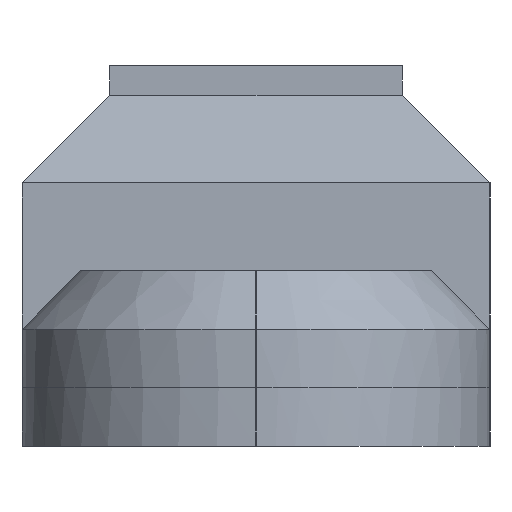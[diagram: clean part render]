
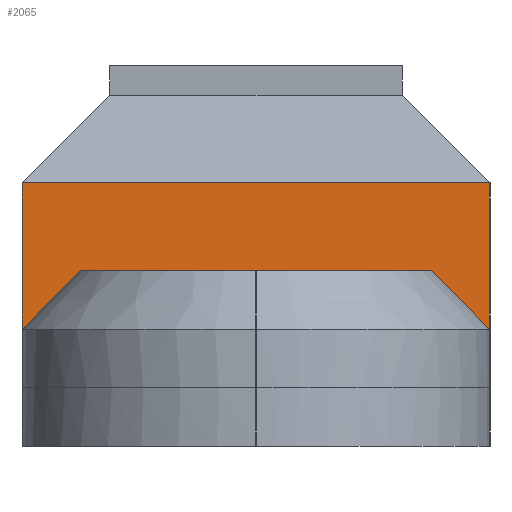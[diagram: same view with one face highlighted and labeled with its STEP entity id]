
A CAD part, left-side view. The second image highlights one B-rep face of the part: STEP entity #2065.
In plain terms, the highlighted planar face has unit normal (-1, 0, 0).
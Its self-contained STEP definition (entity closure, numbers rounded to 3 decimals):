
#289 = PLANE('',#290);
#290 = AXIS2_PLACEMENT_3D('',#291,#292,#293);
#291 = CARTESIAN_POINT('',(105.01,0.,6.));
#292 = DIRECTION('',(0.,-1.,0.));
#293 = DIRECTION('',(0.,0.,-1.));
#368 = PLANE('',#369);
#369 = AXIS2_PLACEMENT_3D('',#370,#371,#372);
#370 = CARTESIAN_POINT('',(105.01,16.,2.));
#371 = DIRECTION('',(0.,1.,0.));
#372 = DIRECTION('',(0.,0.,1.));
#871 = VERTEX_POINT('',#872);
#872 = CARTESIAN_POINT('',(0.,0.,9.));
#898 = EDGE_CURVE('',#899,#871,#901,.T.);
#899 = VERTEX_POINT('',#900);
#900 = CARTESIAN_POINT('',(0.,0.,6.));
#901 = SURFACE_CURVE('',#902,(#906,#913),.PCURVE_S1.);
#902 = LINE('',#903,#904);
#903 = CARTESIAN_POINT('',(0.,0.,0.));
#904 = VECTOR('',#905,1.);
#905 = DIRECTION('',(0.,0.,1.));
#906 = PCURVE('',#289,#907);
#907 = DEFINITIONAL_REPRESENTATION('',(#908),#912);
#908 = LINE('',#909,#910);
#909 = CARTESIAN_POINT('',(6.,-105.01));
#910 = VECTOR('',#911,1.);
#911 = DIRECTION('',(-1.,0.));
#912 = ( GEOMETRIC_REPRESENTATION_CONTEXT(2) 
PARAMETRIC_REPRESENTATION_CONTEXT() REPRESENTATION_CONTEXT('2D SPACE',''
  ) );
#913 = PCURVE('',#914,#919);
#914 = PLANE('',#915);
#915 = AXIS2_PLACEMENT_3D('',#916,#917,#918);
#916 = CARTESIAN_POINT('',(0.,16.,0.));
#917 = DIRECTION('',(1.,0.,0.));
#918 = DIRECTION('',(0.,-1.,0.));
#919 = DEFINITIONAL_REPRESENTATION('',(#920),#924);
#920 = LINE('',#921,#922);
#921 = CARTESIAN_POINT('',(16.,0.));
#922 = VECTOR('',#923,1.);
#923 = DIRECTION('',(0.,-1.));
#924 = ( GEOMETRIC_REPRESENTATION_CONTEXT(2) 
PARAMETRIC_REPRESENTATION_CONTEXT() REPRESENTATION_CONTEXT('2D SPACE',''
  ) );
#926 = EDGE_CURVE('',#899,#927,#929,.T.);
#927 = VERTEX_POINT('',#928);
#928 = CARTESIAN_POINT('',(0.,0.,4.));
#929 = SURFACE_CURVE('',#930,(#934,#941),.PCURVE_S1.);
#930 = LINE('',#931,#932);
#931 = CARTESIAN_POINT('',(0.,0.,3.));
#932 = VECTOR('',#933,1.);
#933 = DIRECTION('',(0.,-0.,-1.));
#934 = PCURVE('',#289,#935);
#935 = DEFINITIONAL_REPRESENTATION('',(#936),#940);
#936 = LINE('',#937,#938);
#937 = CARTESIAN_POINT('',(3.,-105.01));
#938 = VECTOR('',#939,1.);
#939 = DIRECTION('',(1.,0.));
#940 = ( GEOMETRIC_REPRESENTATION_CONTEXT(2) 
PARAMETRIC_REPRESENTATION_CONTEXT() REPRESENTATION_CONTEXT('2D SPACE',''
  ) );
#941 = PCURVE('',#914,#942);
#942 = DEFINITIONAL_REPRESENTATION('',(#943),#947);
#943 = LINE('',#944,#945);
#944 = CARTESIAN_POINT('',(16.,-3.));
#945 = VECTOR('',#946,1.);
#946 = DIRECTION('',(0.,1.));
#947 = ( GEOMETRIC_REPRESENTATION_CONTEXT(2) 
PARAMETRIC_REPRESENTATION_CONTEXT() REPRESENTATION_CONTEXT('2D SPACE',''
  ) );
#963 = PLANE('',#964);
#964 = AXIS2_PLACEMENT_3D('',#965,#966,#967);
#965 = CARTESIAN_POINT('',(-5.01,1.,5.));
#966 = DIRECTION('',(0.,0.707,-0.707));
#967 = DIRECTION('',(1.,0.,0.));
#1129 = VERTEX_POINT('',#1130);
#1130 = CARTESIAN_POINT('',(0.,16.,4.));
#1144 = PLANE('',#1145);
#1145 = AXIS2_PLACEMENT_3D('',#1146,#1147,#1148);
#1146 = CARTESIAN_POINT('',(0.,15.,5.));
#1147 = DIRECTION('',(0.,-0.707,-0.707));
#1148 = DIRECTION('',(-1.,-0.,0.));
#1156 = EDGE_CURVE('',#1157,#1129,#1159,.T.);
#1157 = VERTEX_POINT('',#1158);
#1158 = CARTESIAN_POINT('',(0.,16.,6.));
#1159 = SURFACE_CURVE('',#1160,(#1164,#1171),.PCURVE_S1.);
#1160 = LINE('',#1161,#1162);
#1161 = CARTESIAN_POINT('',(0.,16.,1.));
#1162 = VECTOR('',#1163,1.);
#1163 = DIRECTION('',(0.,0.,-1.));
#1164 = PCURVE('',#368,#1165);
#1165 = DEFINITIONAL_REPRESENTATION('',(#1166),#1170);
#1166 = LINE('',#1167,#1168);
#1167 = CARTESIAN_POINT('',(-1.,-105.01));
#1168 = VECTOR('',#1169,1.);
#1169 = DIRECTION('',(-1.,0.));
#1170 = ( GEOMETRIC_REPRESENTATION_CONTEXT(2) 
PARAMETRIC_REPRESENTATION_CONTEXT() REPRESENTATION_CONTEXT('2D SPACE',''
  ) );
#1171 = PCURVE('',#914,#1172);
#1172 = DEFINITIONAL_REPRESENTATION('',(#1173),#1177);
#1173 = LINE('',#1174,#1175);
#1174 = CARTESIAN_POINT('',(0.,-1.));
#1175 = VECTOR('',#1176,1.);
#1176 = DIRECTION('',(0.,1.));
#1177 = ( GEOMETRIC_REPRESENTATION_CONTEXT(2) 
PARAMETRIC_REPRESENTATION_CONTEXT() REPRESENTATION_CONTEXT('2D SPACE',''
  ) );
#1179 = EDGE_CURVE('',#1157,#1180,#1182,.T.);
#1180 = VERTEX_POINT('',#1181);
#1181 = CARTESIAN_POINT('',(0.,16.,9.));
#1182 = SURFACE_CURVE('',#1183,(#1187,#1194),.PCURVE_S1.);
#1183 = LINE('',#1184,#1185);
#1184 = CARTESIAN_POINT('',(0.,16.,0.));
#1185 = VECTOR('',#1186,1.);
#1186 = DIRECTION('',(0.,0.,1.));
#1187 = PCURVE('',#368,#1188);
#1188 = DEFINITIONAL_REPRESENTATION('',(#1189),#1193);
#1189 = LINE('',#1190,#1191);
#1190 = CARTESIAN_POINT('',(-2.,-105.01));
#1191 = VECTOR('',#1192,1.);
#1192 = DIRECTION('',(1.,0.));
#1193 = ( GEOMETRIC_REPRESENTATION_CONTEXT(2) 
PARAMETRIC_REPRESENTATION_CONTEXT() REPRESENTATION_CONTEXT('2D SPACE',''
  ) );
#1194 = PCURVE('',#914,#1195);
#1195 = DEFINITIONAL_REPRESENTATION('',(#1196),#1200);
#1196 = LINE('',#1197,#1198);
#1197 = CARTESIAN_POINT('',(0.,0.));
#1198 = VECTOR('',#1199,1.);
#1199 = DIRECTION('',(0.,-1.));
#1200 = ( GEOMETRIC_REPRESENTATION_CONTEXT(2) 
PARAMETRIC_REPRESENTATION_CONTEXT() REPRESENTATION_CONTEXT('2D SPACE',''
  ) );
#1672 = VERTEX_POINT('',#1673);
#1673 = CARTESIAN_POINT('',(0.,2.,6.));
#1687 = PLANE('',#1688);
#1688 = AXIS2_PLACEMENT_3D('',#1689,#1690,#1691);
#1689 = CARTESIAN_POINT('',(0.,16.,6.));
#1690 = DIRECTION('',(0.,0.,-1.));
#1691 = DIRECTION('',(-1.,0.,0.));
#1699 = EDGE_CURVE('',#1672,#927,#1700,.T.);
#1700 = SURFACE_CURVE('',#1701,(#1705,#1712),.PCURVE_S1.);
#1701 = LINE('',#1702,#1703);
#1702 = CARTESIAN_POINT('',(0.,3.5,7.5));
#1703 = VECTOR('',#1704,1.);
#1704 = DIRECTION('',(0.,-0.707,-0.707));
#1705 = PCURVE('',#963,#1706);
#1706 = DEFINITIONAL_REPRESENTATION('',(#1707),#1711);
#1707 = LINE('',#1708,#1709);
#1708 = CARTESIAN_POINT('',(5.01,-3.536));
#1709 = VECTOR('',#1710,1.);
#1710 = DIRECTION('',(0.,1.));
#1711 = ( GEOMETRIC_REPRESENTATION_CONTEXT(2) 
PARAMETRIC_REPRESENTATION_CONTEXT() REPRESENTATION_CONTEXT('2D SPACE',''
  ) );
#1712 = PCURVE('',#914,#1713);
#1713 = DEFINITIONAL_REPRESENTATION('',(#1714),#1718);
#1714 = LINE('',#1715,#1716);
#1715 = CARTESIAN_POINT('',(12.5,-7.5));
#1716 = VECTOR('',#1717,1.);
#1717 = DIRECTION('',(0.707,0.707));
#1718 = ( GEOMETRIC_REPRESENTATION_CONTEXT(2) 
PARAMETRIC_REPRESENTATION_CONTEXT() REPRESENTATION_CONTEXT('2D SPACE',''
  ) );
#2065 = ADVANCED_FACE('',(#2066),#914,.F.);
#2066 = FACE_BOUND('',#2067,.F.);
#2067 = EDGE_LOOP('',(#2068,#2091,#2112,#2113,#2114,#2140,#2141,#2142));
#2068 = ORIENTED_EDGE('',*,*,#2069,.T.);
#2069 = EDGE_CURVE('',#1672,#2070,#2072,.T.);
#2070 = VERTEX_POINT('',#2071);
#2071 = CARTESIAN_POINT('',(0.,14.,6.));
#2072 = SURFACE_CURVE('',#2073,(#2077,#2084),.PCURVE_S1.);
#2073 = LINE('',#2074,#2075);
#2074 = CARTESIAN_POINT('',(0.,0.,6.));
#2075 = VECTOR('',#2076,1.);
#2076 = DIRECTION('',(0.,1.,0.));
#2077 = PCURVE('',#914,#2078);
#2078 = DEFINITIONAL_REPRESENTATION('',(#2079),#2083);
#2079 = LINE('',#2080,#2081);
#2080 = CARTESIAN_POINT('',(16.,-6.));
#2081 = VECTOR('',#2082,1.);
#2082 = DIRECTION('',(-1.,0.));
#2083 = ( GEOMETRIC_REPRESENTATION_CONTEXT(2) 
PARAMETRIC_REPRESENTATION_CONTEXT() REPRESENTATION_CONTEXT('2D SPACE',''
  ) );
#2084 = PCURVE('',#1687,#2085);
#2085 = DEFINITIONAL_REPRESENTATION('',(#2086),#2090);
#2086 = LINE('',#2087,#2088);
#2087 = CARTESIAN_POINT('',(0.,-16.));
#2088 = VECTOR('',#2089,1.);
#2089 = DIRECTION('',(0.,1.));
#2090 = ( GEOMETRIC_REPRESENTATION_CONTEXT(2) 
PARAMETRIC_REPRESENTATION_CONTEXT() REPRESENTATION_CONTEXT('2D SPACE',''
  ) );
#2091 = ORIENTED_EDGE('',*,*,#2092,.T.);
#2092 = EDGE_CURVE('',#2070,#1129,#2093,.T.);
#2093 = SURFACE_CURVE('',#2094,(#2098,#2105),.PCURVE_S1.);
#2094 = LINE('',#2095,#2096);
#2095 = CARTESIAN_POINT('',(0.,16.5,3.5));
#2096 = VECTOR('',#2097,1.);
#2097 = DIRECTION('',(-0.,0.707,-0.707));
#2098 = PCURVE('',#914,#2099);
#2099 = DEFINITIONAL_REPRESENTATION('',(#2100),#2104);
#2100 = LINE('',#2101,#2102);
#2101 = CARTESIAN_POINT('',(-0.5,-3.5));
#2102 = VECTOR('',#2103,1.);
#2103 = DIRECTION('',(-0.707,0.707));
#2104 = ( GEOMETRIC_REPRESENTATION_CONTEXT(2) 
PARAMETRIC_REPRESENTATION_CONTEXT() REPRESENTATION_CONTEXT('2D SPACE',''
  ) );
#2105 = PCURVE('',#1144,#2106);
#2106 = DEFINITIONAL_REPRESENTATION('',(#2107),#2111);
#2107 = LINE('',#2108,#2109);
#2108 = CARTESIAN_POINT('',(-0.,2.121));
#2109 = VECTOR('',#2110,1.);
#2110 = DIRECTION('',(0.,1.));
#2111 = ( GEOMETRIC_REPRESENTATION_CONTEXT(2) 
PARAMETRIC_REPRESENTATION_CONTEXT() REPRESENTATION_CONTEXT('2D SPACE',''
  ) );
#2112 = ORIENTED_EDGE('',*,*,#1156,.F.);
#2113 = ORIENTED_EDGE('',*,*,#1179,.T.);
#2114 = ORIENTED_EDGE('',*,*,#2115,.T.);
#2115 = EDGE_CURVE('',#1180,#871,#2116,.T.);
#2116 = SURFACE_CURVE('',#2117,(#2121,#2128),.PCURVE_S1.);
#2117 = LINE('',#2118,#2119);
#2118 = CARTESIAN_POINT('',(0.,16.,9.));
#2119 = VECTOR('',#2120,1.);
#2120 = DIRECTION('',(0.,-1.,0.));
#2121 = PCURVE('',#914,#2122);
#2122 = DEFINITIONAL_REPRESENTATION('',(#2123),#2127);
#2123 = LINE('',#2124,#2125);
#2124 = CARTESIAN_POINT('',(0.,-9.));
#2125 = VECTOR('',#2126,1.);
#2126 = DIRECTION('',(1.,0.));
#2127 = ( GEOMETRIC_REPRESENTATION_CONTEXT(2) 
PARAMETRIC_REPRESENTATION_CONTEXT() REPRESENTATION_CONTEXT('2D SPACE',''
  ) );
#2128 = PCURVE('',#2129,#2134);
#2129 = PLANE('',#2130);
#2130 = AXIS2_PLACEMENT_3D('',#2131,#2132,#2133);
#2131 = CARTESIAN_POINT('',(1.5,16.,10.5));
#2132 = DIRECTION('',(-0.707,0.,0.707));
#2133 = DIRECTION('',(0.,-1.,0.));
#2134 = DEFINITIONAL_REPRESENTATION('',(#2135),#2139);
#2135 = LINE('',#2136,#2137);
#2136 = CARTESIAN_POINT('',(0.,-2.121));
#2137 = VECTOR('',#2138,1.);
#2138 = DIRECTION('',(1.,0.));
#2139 = ( GEOMETRIC_REPRESENTATION_CONTEXT(2) 
PARAMETRIC_REPRESENTATION_CONTEXT() REPRESENTATION_CONTEXT('2D SPACE',''
  ) );
#2140 = ORIENTED_EDGE('',*,*,#898,.F.);
#2141 = ORIENTED_EDGE('',*,*,#926,.T.);
#2142 = ORIENTED_EDGE('',*,*,#1699,.F.);
